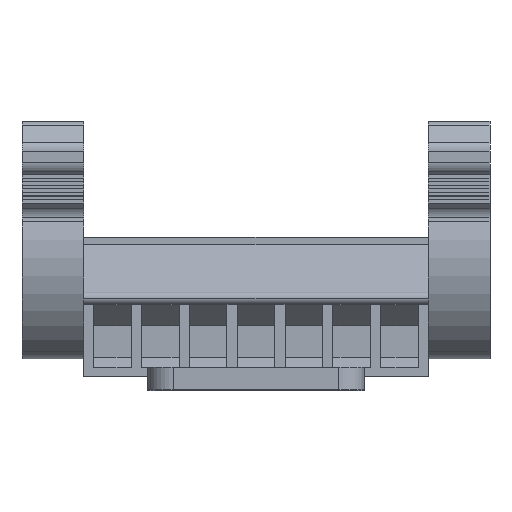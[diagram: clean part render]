
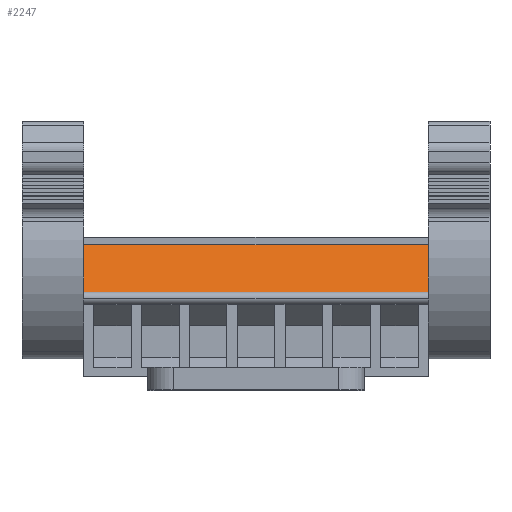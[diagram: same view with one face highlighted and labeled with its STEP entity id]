
A CAD part, top view. The second image highlights one B-rep face of the part: STEP entity #2247.
In plain terms, the highlighted planar face has unit normal (0, 0.359, 0.933).
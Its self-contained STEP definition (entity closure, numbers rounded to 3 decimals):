
#2234=AXIS2_PLACEMENT_3D('Plane Axis2P3D',#2231,#2232,#2233) ;
#1974=CARTESIAN_POINT('Vertex',(4.9,7.83,14.85)) ;
#1977=CARTESIAN_POINT('Line Origine',(4.9,9.715,14.125)) ;
#1981=CARTESIAN_POINT('Vertex',(4.9,11.6,13.4)) ;
#2057=CARTESIAN_POINT('Vertex',(32.36,11.6,13.4)) ;
#2060=CARTESIAN_POINT('Line Origine',(32.36,9.715,14.125)) ;
#2064=CARTESIAN_POINT('Vertex',(32.36,7.83,14.85)) ;
#2219=CARTESIAN_POINT('Line Origine',(18.63,11.6,13.4)) ;
#2231=CARTESIAN_POINT('Axis2P3D Location',(4.9,7.83,14.85)) ;
#2236=CARTESIAN_POINT('Line Origine',(18.63,7.83,14.85)) ;
#1978=DIRECTION('Vector Direction',(0.,0.933,-0.359)) ;
#2061=DIRECTION('Vector Direction',(0.,0.933,-0.359)) ;
#2220=DIRECTION('Vector Direction',(1.,0.,0.)) ;
#2232=DIRECTION('Axis2P3D Direction',(0.,-0.359,-0.933)) ;
#2233=DIRECTION('Axis2P3D XDirection',(0.,0.933,-0.359)) ;
#2237=DIRECTION('Vector Direction',(1.,0.,0.)) ;
#1979=VECTOR('Line Direction',#1978,1.) ;
#2062=VECTOR('Line Direction',#2061,1.) ;
#2221=VECTOR('Line Direction',#2220,1.) ;
#2238=VECTOR('Line Direction',#2237,1.) ;
#2242=ORIENTED_EDGE('',*,*,#2066,.T.) ;
#2243=ORIENTED_EDGE('',*,*,#2223,.F.) ;
#2244=ORIENTED_EDGE('',*,*,#1983,.T.) ;
#2245=ORIENTED_EDGE('',*,*,#2240,.T.) ;
#2247=ADVANCED_FACE('Housing',(#2246),#2235,.F.) ;
#1983=EDGE_CURVE('',#1982,#1975,#1980,.F.) ;
#2066=EDGE_CURVE('',#2065,#2058,#2063,.T.) ;
#2223=EDGE_CURVE('',#1982,#2058,#2222,.T.) ;
#2240=EDGE_CURVE('',#1975,#2065,#2239,.T.) ;
#2241=EDGE_LOOP('',(#2242,#2243,#2244,#2245)) ;
#2246=FACE_OUTER_BOUND('',#2241,.T.) ;
#1980=LINE('Line',#1977,#1979) ;
#2063=LINE('Line',#2060,#2062) ;
#2222=LINE('Line',#2219,#2221) ;
#2239=LINE('Line',#2236,#2238) ;
#2235=PLANE('',#2234) ;
#1975=VERTEX_POINT('',#1974) ;
#1982=VERTEX_POINT('',#1981) ;
#2058=VERTEX_POINT('',#2057) ;
#2065=VERTEX_POINT('',#2064) ;
